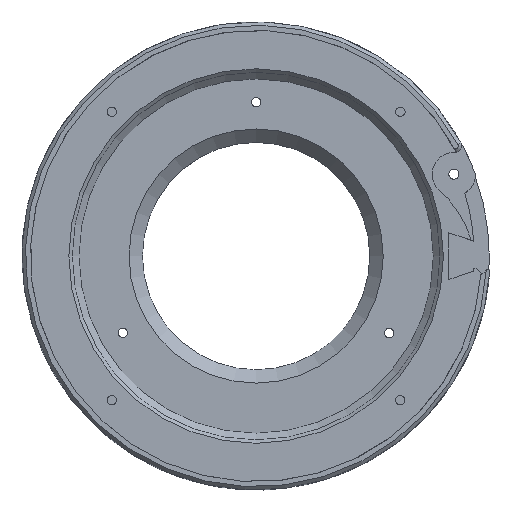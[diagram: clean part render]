
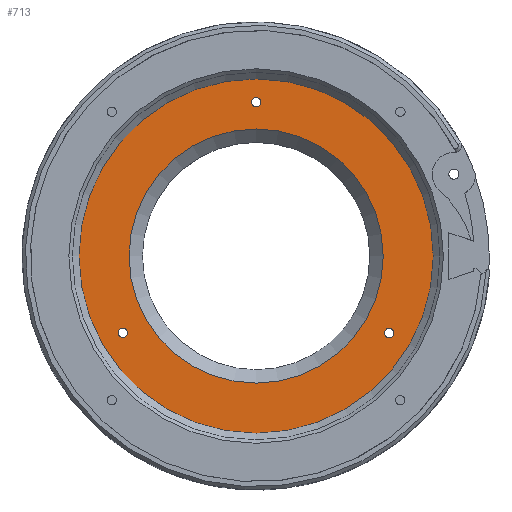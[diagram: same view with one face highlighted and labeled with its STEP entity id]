
A CAD part, top view. The second image highlights one B-rep face of the part: STEP entity #713.
In plain terms, the highlighted planar face has unit normal (0, 0, 1).
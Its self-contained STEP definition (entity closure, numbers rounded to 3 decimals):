
#184=ORIENTED_EDGE('',*,*,#363,.T.);
#185=ORIENTED_EDGE('',*,*,#364,.T.);
#186=ORIENTED_EDGE('',*,*,#365,.T.);
#187=ORIENTED_EDGE('',*,*,#366,.T.);
#188=ORIENTED_EDGE('',*,*,#367,.T.);
#363=EDGE_CURVE('',#451,#451,#502,.T.);
#364=EDGE_CURVE('',#452,#452,#503,.F.);
#365=EDGE_CURVE('',#453,#453,#504,.T.);
#366=EDGE_CURVE('',#454,#454,#505,.T.);
#367=EDGE_CURVE('',#455,#455,#506,.T.);
#451=VERTEX_POINT('',#2573);
#452=VERTEX_POINT('',#2575);
#453=VERTEX_POINT('',#2577);
#454=VERTEX_POINT('',#2579);
#455=VERTEX_POINT('',#2581);
#502=CIRCLE('',#798,26.5);
#503=CIRCLE('',#799,19.);
#504=CIRCLE('',#800,0.7);
#505=CIRCLE('',#801,0.7);
#506=CIRCLE('',#802,0.7);
#540=EDGE_LOOP('',(#184));
#541=EDGE_LOOP('',(#185));
#542=EDGE_LOOP('',(#186));
#543=EDGE_LOOP('',(#187));
#544=EDGE_LOOP('',(#188));
#622=FACE_BOUND('',#540,.T.);
#623=FACE_BOUND('',#541,.T.);
#624=FACE_BOUND('',#542,.T.);
#625=FACE_BOUND('',#543,.T.);
#626=FACE_BOUND('',#544,.T.);
#691=PLANE('',#797);
#713=ADVANCED_FACE('',(#622,#623,#624,#625,#626),#691,.T.);
#797=AXIS2_PLACEMENT_3D('',#2571,#936,#937);
#798=AXIS2_PLACEMENT_3D('',#2572,#938,#939);
#799=AXIS2_PLACEMENT_3D('',#2574,#940,#941);
#800=AXIS2_PLACEMENT_3D('',#2576,#942,#943);
#801=AXIS2_PLACEMENT_3D('',#2578,#944,#945);
#802=AXIS2_PLACEMENT_3D('',#2580,#946,#947);
#936=DIRECTION('',(0.,0.,1.));
#937=DIRECTION('',(1.,0.,0.));
#938=DIRECTION('',(0.,0.,1.));
#939=DIRECTION('',(1.,0.,0.));
#940=DIRECTION('',(0.,0.,1.));
#941=DIRECTION('',(1.,0.,0.));
#942=DIRECTION('',(0.,0.,-1.));
#943=DIRECTION('',(-1.,0.,0.));
#944=DIRECTION('',(0.,0.,-1.));
#945=DIRECTION('',(-1.,0.,0.));
#946=DIRECTION('',(0.,0.,-1.));
#947=DIRECTION('',(-1.,0.,0.));
#2571=CARTESIAN_POINT('',(-200.,149.999,0.));
#2572=CARTESIAN_POINT('',(-0.002,-0.001,0.));
#2573=CARTESIAN_POINT('',(26.498,-0.001,0.));
#2574=CARTESIAN_POINT('',(0.,0.,0.));
#2575=CARTESIAN_POINT('',(19.,0.,0.));
#2576=CARTESIAN_POINT('',(19.92,-11.502,0.));
#2577=CARTESIAN_POINT('',(19.22,-11.502,0.));
#2578=CARTESIAN_POINT('',(0.,22.999,0.));
#2579=CARTESIAN_POINT('',(-0.7,22.999,0.));
#2580=CARTESIAN_POINT('',(-19.919,-11.502,0.));
#2581=CARTESIAN_POINT('',(-20.619,-11.502,0.));
